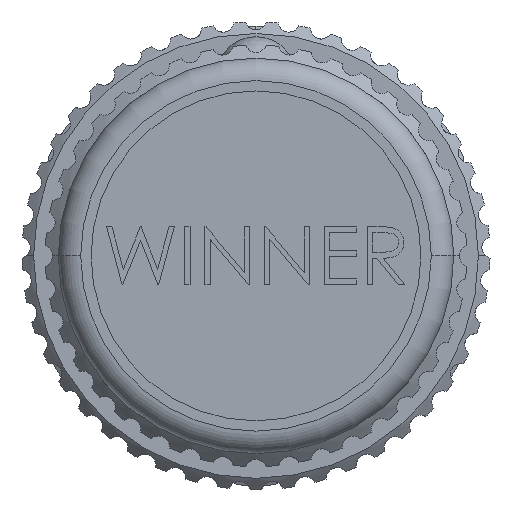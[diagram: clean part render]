
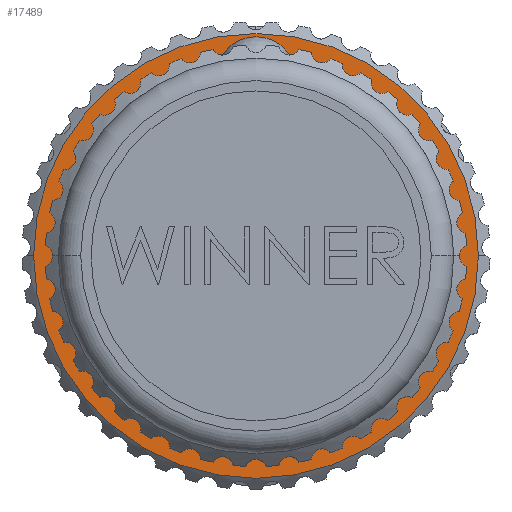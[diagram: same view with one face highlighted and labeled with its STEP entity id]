
A CAD part, left-side view. The second image highlights one B-rep face of the part: STEP entity #17489.
In plain terms, the highlighted planar face has unit normal (-1, 0, 0).
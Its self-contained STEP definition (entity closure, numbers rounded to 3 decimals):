
#347 = AXIS2_PLACEMENT_3D ( 'NONE', #27771, #9479, #1685 ) ;
#1047 = DIRECTION ( 'NONE',  ( -1., 0., 0. ) ) ;
#1390 = CARTESIAN_POINT ( 'NONE',  ( -7.9, 0., 0. ) ) ;
#1685 = DIRECTION ( 'NONE',  ( 0., -1., 0. ) ) ;
#1715 = AXIS2_PLACEMENT_3D ( 'NONE', #14334, #1047, #11690 ) ;
#2170 = EDGE_CURVE ( 'NONE', #4435, #9371, #28404, .T. ) ;
#3314 = EDGE_LOOP ( 'NONE', ( #32953, #23585 ) ) ;
#4084 = DIRECTION ( 'NONE',  ( -1., 0., 0. ) ) ;
#4435 = VERTEX_POINT ( 'NONE', #10816 ) ;
#5303 = EDGE_CURVE ( 'NONE', #9371, #4435, #30679, .T. ) ;
#5504 = CARTESIAN_POINT ( 'NONE',  ( -7.9, 0., 0. ) ) ;
#6277 = EDGE_CURVE ( 'NONE', #16885, #25181, #33143, .T. ) ;
#7508 = CARTESIAN_POINT ( 'NONE',  ( -7.9, 8.56, 0. ) ) ;
#9177 = PLANE ( 'NONE',  #1715 ) ;
#9371 = VERTEX_POINT ( 'NONE', #7508 ) ;
#9479 = DIRECTION ( 'NONE',  ( -1., 0., 0. ) ) ;
#9542 = FACE_BOUND ( 'NONE', #29413, .T. ) ;
#10005 = EDGE_CURVE ( 'NONE', #25181, #16885, #16397, .T. ) ;
#10816 = CARTESIAN_POINT ( 'NONE',  ( -7.9, -8.56, 0. ) ) ;
#11690 = DIRECTION ( 'NONE',  ( 0., -1., 0. ) ) ;
#11806 = DIRECTION ( 'NONE',  ( -1., 0., 0. ) ) ;
#14334 = CARTESIAN_POINT ( 'NONE',  ( -7.9, 0., 0. ) ) ;
#16397 = CIRCLE ( 'NONE', #22689, 15.3 ) ;
#16885 = VERTEX_POINT ( 'NONE', #18304 ) ;
#17489 = ADVANCED_FACE ( 'NONE', ( #9542, #20194 ), #9177, .T. ) ;
#18259 = DIRECTION ( 'NONE',  ( -1., 0., 0. ) ) ;
#18304 = CARTESIAN_POINT ( 'NONE',  ( -7.9, -15.3, 0. ) ) ;
#20136 = DIRECTION ( 'NONE',  ( 0., -1., 0. ) ) ;
#20194 = FACE_OUTER_BOUND ( 'NONE', #3314, .T. ) ;
#22689 = AXIS2_PLACEMENT_3D ( 'NONE', #5504, #18259, #31761 ) ;
#23585 = ORIENTED_EDGE ( 'NONE', *, *, #6277, .T. ) ;
#24640 = DIRECTION ( 'NONE',  ( 0., -1., 0. ) ) ;
#25166 = CARTESIAN_POINT ( 'NONE',  ( -7.9, 15.3, 0. ) ) ;
#25181 = VERTEX_POINT ( 'NONE', #25166 ) ;
#25254 = CARTESIAN_POINT ( 'NONE',  ( -7.9, 0., 0. ) ) ;
#27771 = CARTESIAN_POINT ( 'NONE',  ( -7.9, 0., 0. ) ) ;
#28404 = CIRCLE ( 'NONE', #347, 8.56 ) ;
#29336 = AXIS2_PLACEMENT_3D ( 'NONE', #1390, #11806, #24640 ) ;
#29413 = EDGE_LOOP ( 'NONE', ( #32170, #32943 ) ) ;
#30679 = CIRCLE ( 'NONE', #34007, 8.56 ) ;
#31761 = DIRECTION ( 'NONE',  ( 0., -1., 0. ) ) ;
#32170 = ORIENTED_EDGE ( 'NONE', *, *, #2170, .F. ) ;
#32943 = ORIENTED_EDGE ( 'NONE', *, *, #5303, .F. ) ;
#32953 = ORIENTED_EDGE ( 'NONE', *, *, #10005, .T. ) ;
#33143 = CIRCLE ( 'NONE', #29336, 15.3 ) ;
#34007 = AXIS2_PLACEMENT_3D ( 'NONE', #25254, #4084, #20136 ) ;
